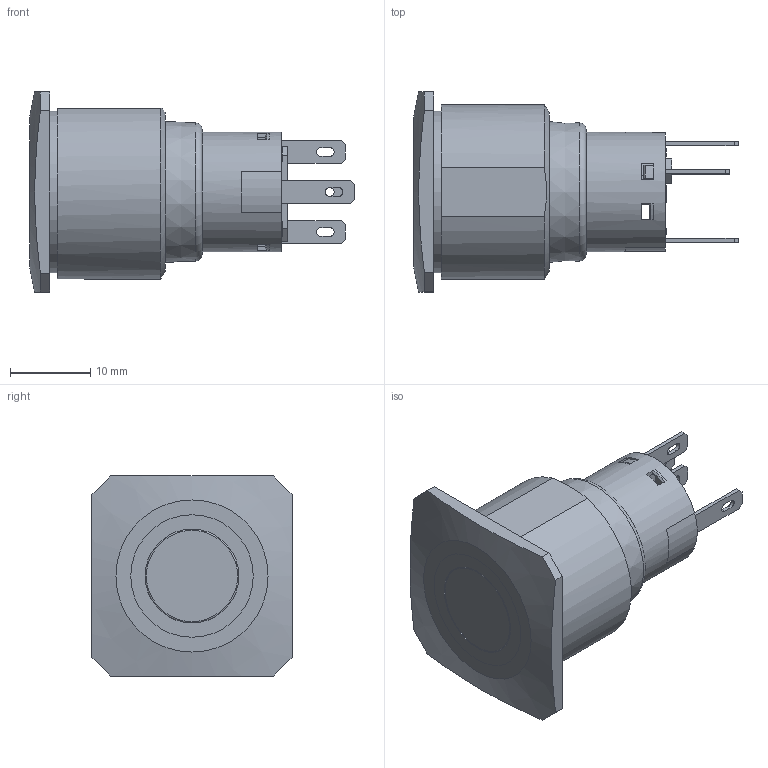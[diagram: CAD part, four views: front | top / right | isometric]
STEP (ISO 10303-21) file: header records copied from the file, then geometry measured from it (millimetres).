
FILE_DESCRIPTION(/* description */ ('','CAx-IF Rec.Pracs.---Representation and Presentation of Product Manufacturing Information (PMI)---4.0---2014-10-13'),/* implementation_level */ '2;1');
FILE_NAME(/* name */ 'PVS7F23xx-3xx.stp',/* time_stamp */ '2019-06-13T14:20:05-05:00',/* author */ ('mroman'),/* organization */ (''),/* preprocessor_version */ 'ST-DEVELOPER v17',/* originating_system */ 'Autodesk Inventor 2018',/* authorisation */ '');
FILE_SCHEMA (('AP242_MANAGED_MODEL_BASED_3D_ENGINEERING_MIM_LF { 1 0 10303 442 1 1 4 }'));
Length unit declared in the file: millimetre
Products named in the file (1): PVS7F23xx-3xx
Bounding box: 40.5 x 25 x 25 mm (x, y, z)
Volume: 9342.9 mm3; surface area: 3761.7 mm2
Topology: 1 solids, 2 shells, 238 faces, 630 edges, 415 vertices
Faces by surface type: plane 153, cylinder 37, bspline 33, cone 7, torus 4, sphere 4
Full cylindrical faces by diameter (mm): 10.9 x1, 11.7 x1, 14.9 x1, 20.2 x1
Entity records: 7907 total; most frequent: CARTESIAN_POINT 2002, ORIENTED_EDGE 1260, DIRECTION 1115, EDGE_CURVE 630, LINE 423, VECTOR 423, VERTEX_POINT 415, AXIS2_PLACEMENT_3D 350
